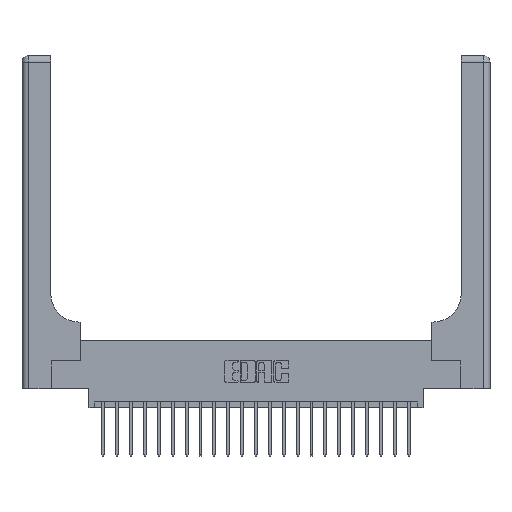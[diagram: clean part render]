
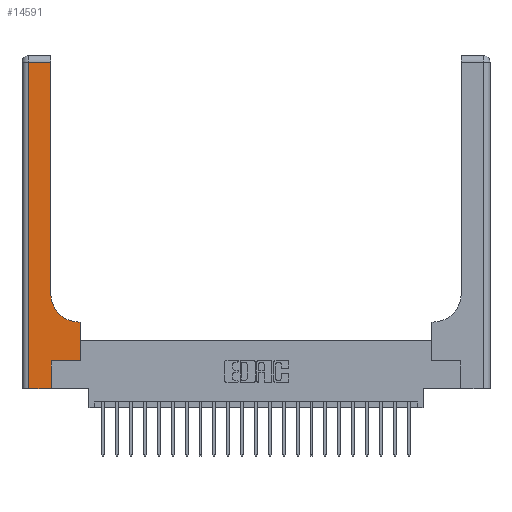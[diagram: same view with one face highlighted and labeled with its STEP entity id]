
A CAD part, top view. The second image highlights one B-rep face of the part: STEP entity #14591.
In plain terms, the highlighted planar face has unit normal (0, 0, 1).
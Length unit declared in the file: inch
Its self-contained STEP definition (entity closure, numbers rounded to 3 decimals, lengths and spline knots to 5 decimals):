
#311 = CARTESIAN_POINT ( 'NONE',  ( 0., 2.94, 0.37 ) ) ;
#376 = VERTEX_POINT ( 'NONE', #15675 ) ;
#514 = VERTEX_POINT ( 'NONE', #1914 ) ;
#624 = VERTEX_POINT ( 'NONE', #18094 ) ;
#646 = VECTOR ( 'NONE', #10960, 39.37008 ) ;
#858 = DIRECTION ( 'NONE',  ( 0., 1., 0. ) ) ;
#965 = CIRCLE ( 'NONE', #16330, 0.25 ) ;
#1360 = PLANE ( 'NONE',  #15296 ) ;
#1914 = CARTESIAN_POINT ( 'NONE',  ( 0.26, 0.85, 0.37 ) ) ;
#2185 = CARTESIAN_POINT ( 'NONE',  ( 0.26, 0.6, 0.37 ) ) ;
#3146 = DIRECTION ( 'NONE',  ( -1., 0., 0. ) ) ;
#3585 = CARTESIAN_POINT ( 'NONE',  ( 0.06, 3., 0.37 ) ) ;
#3910 = EDGE_CURVE ( 'NONE', #18223, #10864, #9287, .T. ) ;
#4002 = DIRECTION ( 'NONE',  ( 0., 1., 0. ) ) ;
#4035 = ORIENTED_EDGE ( 'NONE', *, *, #7352, .T. ) ;
#5018 = LINE ( 'NONE', #3585, #9187 ) ;
#5171 = CARTESIAN_POINT ( 'NONE',  ( 0., 0., 0.37 ) ) ;
#6126 = CARTESIAN_POINT ( 'NONE',  ( 0.265, 0.25, 0.37 ) ) ;
#6391 = ORIENTED_EDGE ( 'NONE', *, *, #20436, .T. ) ;
#6482 = EDGE_CURVE ( 'NONE', #514, #17804, #21936, .T. ) ;
#6724 = VERTEX_POINT ( 'NONE', #14044 ) ;
#7175 = LINE ( 'NONE', #10935, #20758 ) ;
#7352 = EDGE_CURVE ( 'NONE', #624, #376, #9103, .T. ) ;
#9103 = LINE ( 'NONE', #5171, #14385 ) ;
#9187 = VECTOR ( 'NONE', #12451, 39.37008 ) ;
#9287 = LINE ( 'NONE', #6126, #9875 ) ;
#9568 = ORIENTED_EDGE ( 'NONE', *, *, #11997, .T. ) ;
#9708 = CARTESIAN_POINT ( 'NONE',  ( 0.51, 0.85, 0.37 ) ) ;
#9875 = VECTOR ( 'NONE', #18534, 39.37008 ) ;
#10117 = LINE ( 'NONE', #311, #646 ) ;
#10235 = CARTESIAN_POINT ( 'NONE',  ( 0.06, 2.94, 0.37 ) ) ;
#10794 = EDGE_CURVE ( 'NONE', #17804, #16514, #10117, .T. ) ;
#10864 = VERTEX_POINT ( 'NONE', #12911 ) ;
#10935 = CARTESIAN_POINT ( 'NONE',  ( 0.265, 0., 0.37 ) ) ;
#10960 = DIRECTION ( 'NONE',  ( -1., 0., 0. ) ) ;
#11076 = CARTESIAN_POINT ( 'NONE',  ( 0.528, 0.25, 0.37 ) ) ;
#11481 = DIRECTION ( 'NONE',  ( 1., 0., 0. ) ) ;
#11499 = CARTESIAN_POINT ( 'NONE',  ( 0.26, 3., 0.37 ) ) ;
#11997 = EDGE_CURVE ( 'NONE', #16514, #624, #5018, .T. ) ;
#12442 = ORIENTED_EDGE ( 'NONE', *, *, #12874, .T. ) ;
#12451 = DIRECTION ( 'NONE',  ( 0., -1., 0. ) ) ;
#12874 = EDGE_CURVE ( 'NONE', #10864, #6724, #16672, .T. ) ;
#12911 = CARTESIAN_POINT ( 'NONE',  ( 0.528, 0.25, 0.37 ) ) ;
#13427 = ORIENTED_EDGE ( 'NONE', *, *, #15589, .T. ) ;
#13742 = VECTOR ( 'NONE', #14602, 39.37008 ) ;
#13767 = DIRECTION ( 'NONE',  ( 0., 0., -1. ) ) ;
#13869 = ORIENTED_EDGE ( 'NONE', *, *, #10794, .T. ) ;
#14016 = DIRECTION ( 'NONE',  ( 1., 0., 0. ) ) ;
#14044 = CARTESIAN_POINT ( 'NONE',  ( 0.528, 0.6, 0.37 ) ) ;
#14224 = VECTOR ( 'NONE', #858, 39.37008 ) ;
#14385 = VECTOR ( 'NONE', #14016, 39.37008 ) ;
#14591 = ADVANCED_FACE ( 'NONE', ( #20430 ), #1360, .F. ) ;
#14602 = DIRECTION ( 'NONE',  ( -1., 0., 0. ) ) ;
#14813 = CARTESIAN_POINT ( 'NONE',  ( 0.51, 0.6, 0.37 ) ) ;
#15296 = AXIS2_PLACEMENT_3D ( 'NONE', #19045, #13767, #3146 ) ;
#15425 = EDGE_CURVE ( 'NONE', #6724, #18691, #22568, .T. ) ;
#15589 = EDGE_CURVE ( 'NONE', #18691, #514, #965, .T. ) ;
#15675 = CARTESIAN_POINT ( 'NONE',  ( 0.265, 0., 0.37 ) ) ;
#16330 = AXIS2_PLACEMENT_3D ( 'NONE', #9708, #22051, #11481 ) ;
#16514 = VERTEX_POINT ( 'NONE', #10235 ) ;
#16672 = LINE ( 'NONE', #11076, #20799 ) ;
#17804 = VERTEX_POINT ( 'NONE', #22154 ) ;
#18048 = DIRECTION ( 'NONE',  ( 0., 1., 0. ) ) ;
#18094 = CARTESIAN_POINT ( 'NONE',  ( 0.06, 0., 0.37 ) ) ;
#18152 = EDGE_LOOP ( 'NONE', ( #19939, #13869, #9568, #4035, #6391, #22663, #12442, #20055, #13427 ) ) ;
#18223 = VERTEX_POINT ( 'NONE', #20160 ) ;
#18534 = DIRECTION ( 'NONE',  ( 1., 0., 0. ) ) ;
#18691 = VERTEX_POINT ( 'NONE', #14813 ) ;
#19045 = CARTESIAN_POINT ( 'NONE',  ( 0., 3., 0.37 ) ) ;
#19939 = ORIENTED_EDGE ( 'NONE', *, *, #6482, .T. ) ;
#20055 = ORIENTED_EDGE ( 'NONE', *, *, #15425, .T. ) ;
#20160 = CARTESIAN_POINT ( 'NONE',  ( 0.265, 0.25, 0.37 ) ) ;
#20430 = FACE_OUTER_BOUND ( 'NONE', #18152, .T. ) ;
#20436 = EDGE_CURVE ( 'NONE', #376, #18223, #7175, .T. ) ;
#20758 = VECTOR ( 'NONE', #18048, 39.37008 ) ;
#20799 = VECTOR ( 'NONE', #4002, 39.37008 ) ;
#21936 = LINE ( 'NONE', #11499, #14224 ) ;
#22051 = DIRECTION ( 'NONE',  ( 0., 0., -1. ) ) ;
#22154 = CARTESIAN_POINT ( 'NONE',  ( 0.26, 2.94, 0.37 ) ) ;
#22568 = LINE ( 'NONE', #2185, #13742 ) ;
#22663 = ORIENTED_EDGE ( 'NONE', *, *, #3910, .T. ) ;
